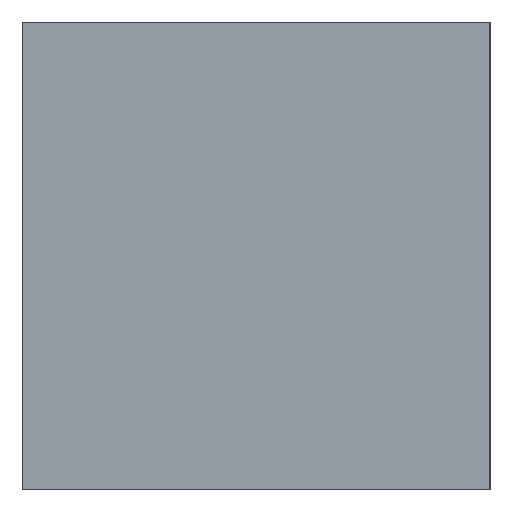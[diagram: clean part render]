
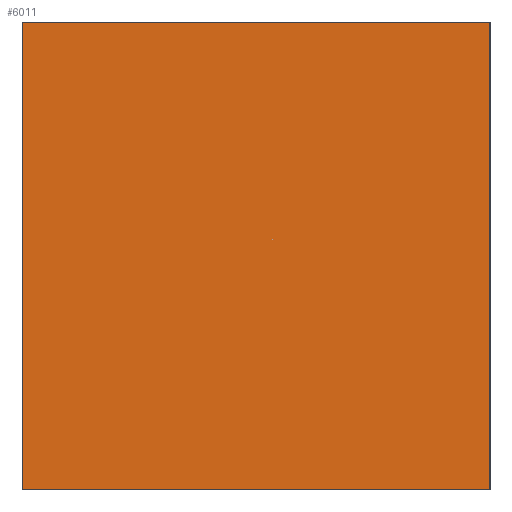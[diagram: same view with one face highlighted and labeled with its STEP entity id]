
A CAD part, left-side view. The second image highlights one B-rep face of the part: STEP entity #6011.
In plain terms, the highlighted planar face has unit normal (-1, 0, 0).
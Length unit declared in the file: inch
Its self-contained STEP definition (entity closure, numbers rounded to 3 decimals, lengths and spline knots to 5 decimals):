
#112 = LINE ( 'NONE', #2816, #566 ) ;
#192 = AXIS2_PLACEMENT_3D ( 'NONE', #10663, #4611, #3067 ) ;
#566 = VECTOR ( 'NONE', #4695, 39.37008 ) ;
#1289 = LINE ( 'NONE', #2896, #8992 ) ;
#1582 = ORIENTED_EDGE ( 'NONE', *, *, #7359, .T. ) ;
#2086 = VERTEX_POINT ( 'NONE', #8763 ) ;
#2311 = VERTEX_POINT ( 'NONE', #4646 ) ;
#2474 = ORIENTED_EDGE ( 'NONE', *, *, #10354, .F. ) ;
#2563 = DIRECTION ( 'NONE',  ( 0., 0., -1. ) ) ;
#2816 = CARTESIAN_POINT ( 'NONE',  ( -3.25, 13., 2.25 ) ) ;
#2896 = CARTESIAN_POINT ( 'NONE',  ( -3.25, 12., 2.25 ) ) ;
#3067 = DIRECTION ( 'NONE',  ( 0., 1., 0. ) ) ;
#3159 = EDGE_LOOP ( 'NONE', ( #10138, #11112, #2474, #1582 ) ) ;
#3161 = EDGE_CURVE ( 'NONE', #5796, #2086, #6701, .T. ) ;
#3222 = VERTEX_POINT ( 'NONE', #10477 ) ;
#3430 = CARTESIAN_POINT ( 'NONE',  ( -3.25, 13., 1.25 ) ) ;
#4382 = LINE ( 'NONE', #6948, #11176 ) ;
#4611 = DIRECTION ( 'NONE',  ( 1., 0., 0. ) ) ;
#4646 = CARTESIAN_POINT ( 'NONE',  ( -3.25, 13., 2.25 ) ) ;
#4695 = DIRECTION ( 'NONE',  ( 0., 0., -1. ) ) ;
#5668 = VECTOR ( 'NONE', #7787, 39.37008 ) ;
#5796 = VERTEX_POINT ( 'NONE', #3430 ) ;
#6011 = ADVANCED_FACE ( 'NONE', ( #7173 ), #8199, .F. ) ;
#6701 = LINE ( 'NONE', #10314, #5668 ) ;
#6948 = CARTESIAN_POINT ( 'NONE',  ( -3.25, 12., 2.25 ) ) ;
#7173 = FACE_OUTER_BOUND ( 'NONE', #3159, .T. ) ;
#7359 = EDGE_CURVE ( 'NONE', #2311, #5796, #112, .T. ) ;
#7787 = DIRECTION ( 'NONE',  ( 0., -1., 0. ) ) ;
#8199 = PLANE ( 'NONE',  #192 ) ;
#8763 = CARTESIAN_POINT ( 'NONE',  ( -3.25, 12., 1.25 ) ) ;
#8992 = VECTOR ( 'NONE', #10037, 39.37008 ) ;
#10037 = DIRECTION ( 'NONE',  ( 0., -1., 0. ) ) ;
#10052 = EDGE_CURVE ( 'NONE', #3222, #2086, #4382, .T. ) ;
#10138 = ORIENTED_EDGE ( 'NONE', *, *, #3161, .T. ) ;
#10314 = CARTESIAN_POINT ( 'NONE',  ( -3.25, 12., 1.25 ) ) ;
#10354 = EDGE_CURVE ( 'NONE', #2311, #3222, #1289, .T. ) ;
#10477 = CARTESIAN_POINT ( 'NONE',  ( -3.25, 12., 2.25 ) ) ;
#10663 = CARTESIAN_POINT ( 'NONE',  ( -3.25, 12., 2.25 ) ) ;
#11112 = ORIENTED_EDGE ( 'NONE', *, *, #10052, .F. ) ;
#11176 = VECTOR ( 'NONE', #2563, 39.37008 ) ;
